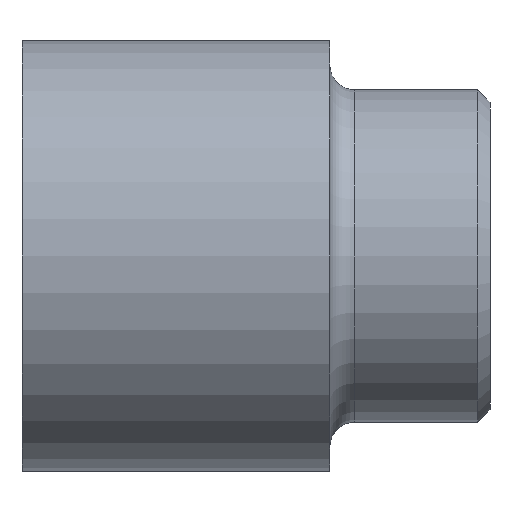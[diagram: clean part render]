
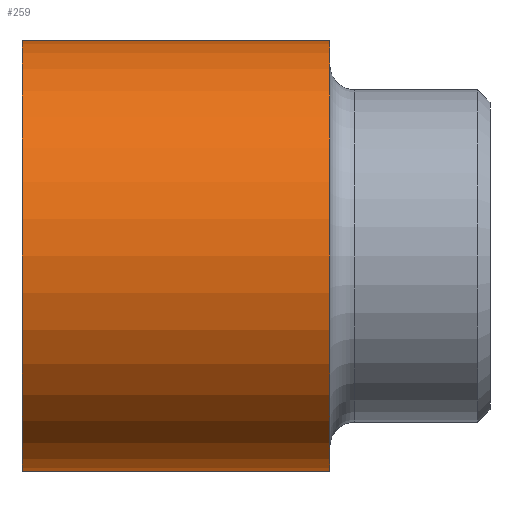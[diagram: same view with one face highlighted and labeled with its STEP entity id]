
A CAD part, left-side view. The second image highlights one B-rep face of the part: STEP entity #259.
In plain terms, the highlighted cylindrical face has radius 17.5 mm (diameter 35 mm), a full revolution.
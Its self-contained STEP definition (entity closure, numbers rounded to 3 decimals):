
#29=CYLINDRICAL_SURFACE('',#312,17.5);
#40=FACE_OUTER_BOUND('',#56,.T.);
#56=EDGE_LOOP('',(#219,#220,#221,#222,#223,#224));
#70=LINE('',#480,#78);
#78=VECTOR('',#395,17.5);
#98=CIRCLE('',#309,17.5);
#99=CIRCLE('',#310,17.5);
#100=CIRCLE('',#313,17.5);
#101=CIRCLE('',#314,17.5);
#126=VERTEX_POINT('',#469);
#127=VERTEX_POINT('',#470);
#128=VERTEX_POINT('',#476);
#129=VERTEX_POINT('',#477);
#159=EDGE_CURVE('',#126,#127,#98,.T.);
#160=EDGE_CURVE('',#127,#126,#99,.T.);
#162=EDGE_CURVE('',#128,#129,#100,.T.);
#163=EDGE_CURVE('',#129,#128,#101,.T.);
#164=EDGE_CURVE('',#129,#127,#70,.T.);
#219=ORIENTED_EDGE('',*,*,#162,.F.);
#220=ORIENTED_EDGE('',*,*,#163,.F.);
#221=ORIENTED_EDGE('',*,*,#164,.T.);
#222=ORIENTED_EDGE('',*,*,#160,.T.);
#223=ORIENTED_EDGE('',*,*,#159,.T.);
#224=ORIENTED_EDGE('',*,*,#164,.F.);
#259=ADVANCED_FACE('',(#40),#29,.T.);
#309=AXIS2_PLACEMENT_3D('',#471,#382,#383);
#310=AXIS2_PLACEMENT_3D('',#472,#384,#385);
#312=AXIS2_PLACEMENT_3D('',#475,#389,#390);
#313=AXIS2_PLACEMENT_3D('',#478,#391,#392);
#314=AXIS2_PLACEMENT_3D('',#479,#393,#394);
#382=DIRECTION('center_axis',(0.,1.,0.));
#383=DIRECTION('ref_axis',(1.,0.,0.));
#384=DIRECTION('center_axis',(0.,1.,0.));
#385=DIRECTION('ref_axis',(1.,0.,0.));
#389=DIRECTION('center_axis',(0.,1.,0.));
#390=DIRECTION('ref_axis',(-1.,0.,0.));
#391=DIRECTION('center_axis',(0.,1.,0.));
#392=DIRECTION('ref_axis',(1.,0.,0.));
#393=DIRECTION('center_axis',(0.,1.,0.));
#394=DIRECTION('ref_axis',(1.,0.,0.));
#395=DIRECTION('',(0.,-1.,0.));
#469=CARTESIAN_POINT('',(-17.5,13.,0.));
#470=CARTESIAN_POINT('',(17.5,13.,0.));
#471=CARTESIAN_POINT('Origin',(0.,13.,0.));
#472=CARTESIAN_POINT('Origin',(0.,13.,0.));
#475=CARTESIAN_POINT('Origin',(0.,25.5,0.));
#476=CARTESIAN_POINT('',(-17.5,38.,0.));
#477=CARTESIAN_POINT('',(17.5,38.,0.));
#478=CARTESIAN_POINT('Origin',(0.,38.,0.));
#479=CARTESIAN_POINT('Origin',(0.,38.,0.));
#480=CARTESIAN_POINT('',(17.5,25.5,0.));
